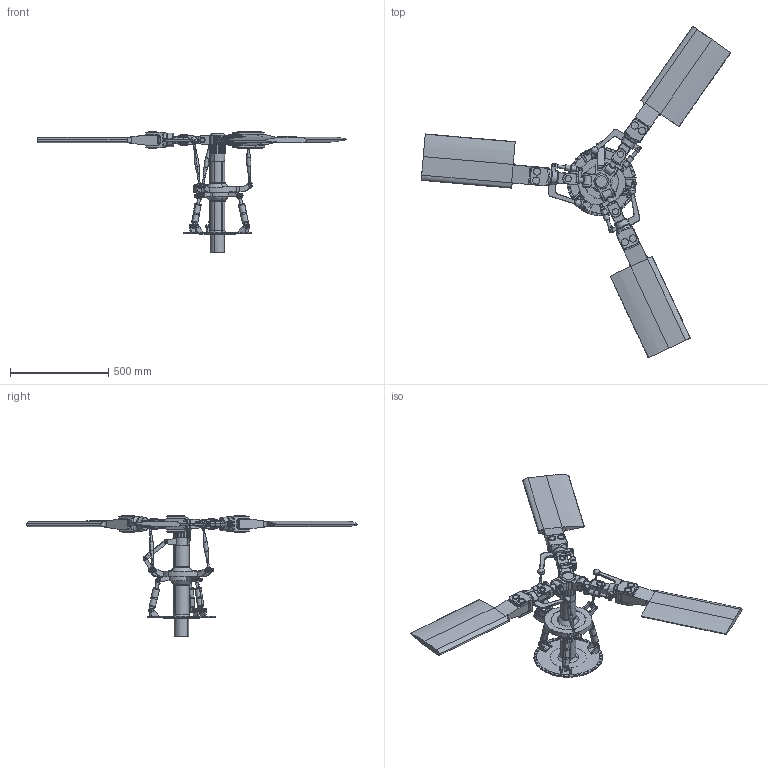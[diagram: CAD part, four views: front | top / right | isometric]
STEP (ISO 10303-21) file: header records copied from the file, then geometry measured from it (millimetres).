
FILE_DESCRIPTION(('FreeCAD Model'),'2;1');
FILE_NAME('Open CASCADE Shape Model','2025-04-26T20:18:32',('FreeCAD'),( 'FreeCAD'),'Open CASCADE STEP processor 7.6','FreeCAD','Unknown');
FILE_SCHEMA(('AUTOMOTIVE_DESIGN { 1 0 10303 214 1 1 1 1 }'));
Products named in the file (1): Open CASCADE STEP translator 7.6 1
Bounding box: 1574.35 x 1687.85 x 614.9 mm (x, y, z)
Volume: 17422951 mm3; surface area: 2583890 mm2
Topology: 65 solids, 65 shells, 2106 faces, 5276 edges, 3235 vertices
Faces by surface type: bspline 2106
Entity records: 104250 total; most frequent: CARTESIAN_POINT 74726, ORIENTED_EDGE 10098, EDGE_CURVE 5049, VERTEX_POINT 3235, B_SPLINE_CURVE_WITH_KNOTS 2931, FACE_BOUND 2538, EDGE_LOOP 2538, ADVANCED_FACE 2106
